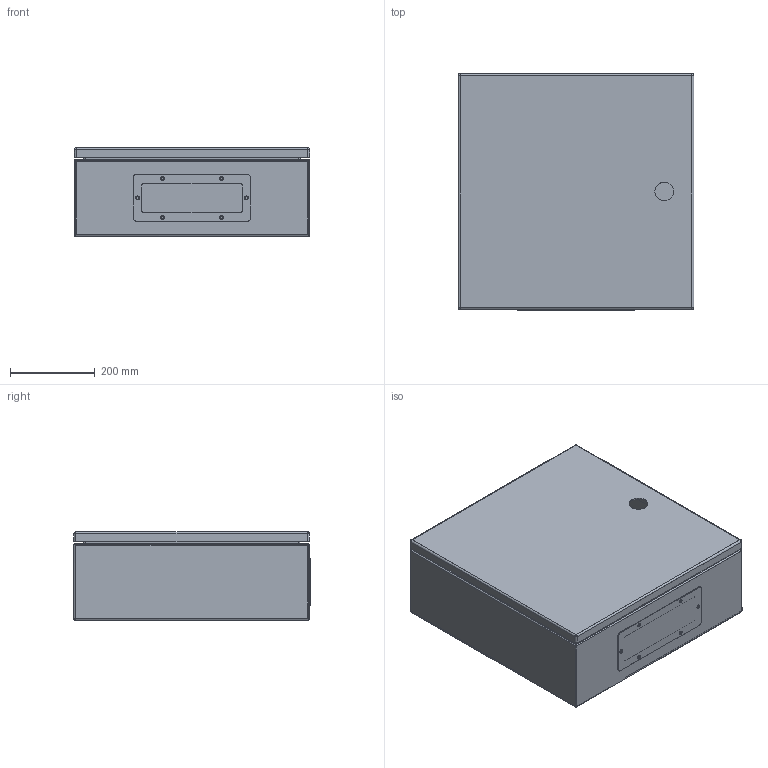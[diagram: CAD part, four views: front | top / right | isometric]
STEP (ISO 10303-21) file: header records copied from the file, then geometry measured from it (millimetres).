
FILE_DESCRIPTION(('FreeCAD Model'),'2;1');
FILE_NAME('Open CASCADE Shape Model','2025-05-05T07:40:54',('FreeCAD'),( 'FreeCAD'),'Open CASCADE STEP processor 7.6','FreeCAD','Unknown');
FILE_SCHEMA(('AUTOMOTIVE_DESIGN { 1 0 10303 214 1 1 1 1 }'));
Length unit declared in the file: millimetre
Products named in the file (1): Open CASCADE STEP translator 7.6 1
Bounding box: 554.11 x 556.19 x 207.79 mm (x, y, z)
Volume: 3253826.1 mm3; surface area: 2786960.9 mm2
Topology: 4 solids, 4 shells, 177 faces, 455 edges, 266 vertices
Faces by surface type: bspline 177
Entity records: 5251 total; most frequent: CARTESIAN_POINT 2697, ORIENTED_EDGE 862, EDGE_CURVE 431, B_SPLINE_CURVE_WITH_KNOTS 269, VERTEX_POINT 266, FACE_BOUND 225, EDGE_LOOP 225, ADVANCED_FACE 177
